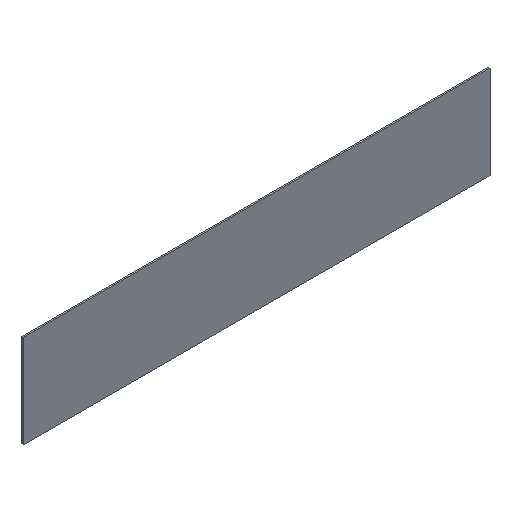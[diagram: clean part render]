
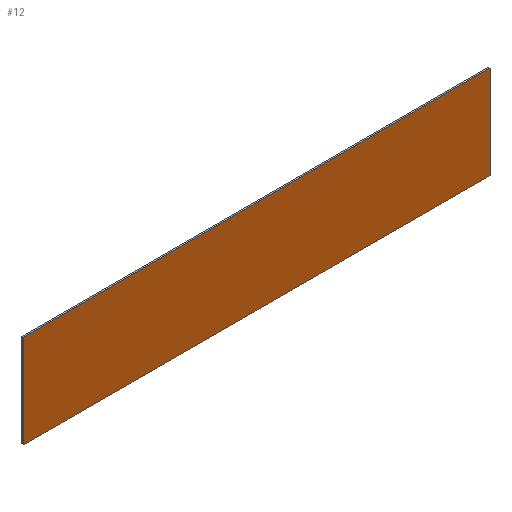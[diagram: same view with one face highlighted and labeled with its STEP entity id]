
A CAD part, isometric view. The second image highlights one B-rep face of the part: STEP entity #12.
In plain terms, the highlighted planar face has unit normal (0, -1, 0).
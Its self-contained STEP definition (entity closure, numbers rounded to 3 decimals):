
#3 = CARTESIAN_POINT ( 'NONE',  ( -50., 0., -10. ) ) ;
#12 = ADVANCED_FACE ( 'NONE', ( #200 ), #224, .F. ) ;
#14 = EDGE_LOOP ( 'NONE', ( #143, #79, #35, #66 ) ) ;
#18 = VERTEX_POINT ( 'NONE', #199 ) ;
#28 = EDGE_CURVE ( 'NONE', #83, #18, #92, .T. ) ;
#35 = ORIENTED_EDGE ( 'NONE', *, *, #28, .F. ) ;
#38 = DIRECTION ( 'NONE',  ( 0., 0., 1. ) ) ;
#39 = EDGE_CURVE ( 'NONE', #18, #116, #74, .T. ) ;
#52 = EDGE_CURVE ( 'NONE', #81, #83, #57, .T. ) ;
#53 = DIRECTION ( 'NONE',  ( 0., 0., 1. ) ) ;
#57 = LINE ( 'NONE', #203, #213 ) ;
#60 = CARTESIAN_POINT ( 'NONE',  ( -50., 0., -10. ) ) ;
#66 = ORIENTED_EDGE ( 'NONE', *, *, #52, .F. ) ;
#70 = DIRECTION ( 'NONE',  ( 0., 1., 0. ) ) ;
#72 = AXIS2_PLACEMENT_3D ( 'NONE', #115, #70, #53 ) ;
#74 = LINE ( 'NONE', #150, #182 ) ;
#79 = ORIENTED_EDGE ( 'NONE', *, *, #39, .F. ) ;
#81 = VERTEX_POINT ( 'NONE', #127 ) ;
#83 = VERTEX_POINT ( 'NONE', #60 ) ;
#92 = LINE ( 'NONE', #3, #170 ) ;
#99 = EDGE_CURVE ( 'NONE', #116, #81, #237, .T. ) ;
#115 = CARTESIAN_POINT ( 'NONE',  ( 0., 0., 0. ) ) ;
#116 = VERTEX_POINT ( 'NONE', #146 ) ;
#127 = CARTESIAN_POINT ( 'NONE',  ( 50., 0., -10. ) ) ;
#143 = ORIENTED_EDGE ( 'NONE', *, *, #99, .F. ) ;
#146 = CARTESIAN_POINT ( 'NONE',  ( 50., 0., 10. ) ) ;
#150 = CARTESIAN_POINT ( 'NONE',  ( -50., 0., 10. ) ) ;
#162 = DIRECTION ( 'NONE',  ( -1., 0., 0. ) ) ;
#165 = DIRECTION ( 'NONE',  ( 1., 0., 0. ) ) ;
#170 = VECTOR ( 'NONE', #38, 1000. ) ;
#182 = VECTOR ( 'NONE', #165, 1000. ) ;
#186 = VECTOR ( 'NONE', #220, 1000. ) ;
#199 = CARTESIAN_POINT ( 'NONE',  ( -50., 0., 10. ) ) ;
#200 = FACE_OUTER_BOUND ( 'NONE', #14, .T. ) ;
#203 = CARTESIAN_POINT ( 'NONE',  ( -50., 0., -10. ) ) ;
#213 = VECTOR ( 'NONE', #162, 1000. ) ;
#220 = DIRECTION ( 'NONE',  ( 0., 0., -1. ) ) ;
#224 = PLANE ( 'NONE',  #72 ) ;
#236 = CARTESIAN_POINT ( 'NONE',  ( 50., 0., -10. ) ) ;
#237 = LINE ( 'NONE', #236, #186 ) ;
